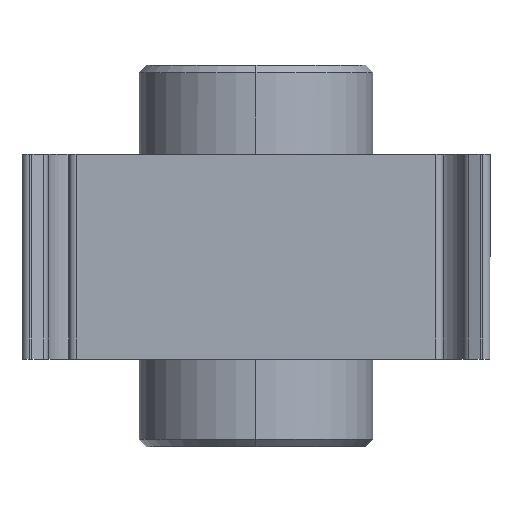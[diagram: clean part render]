
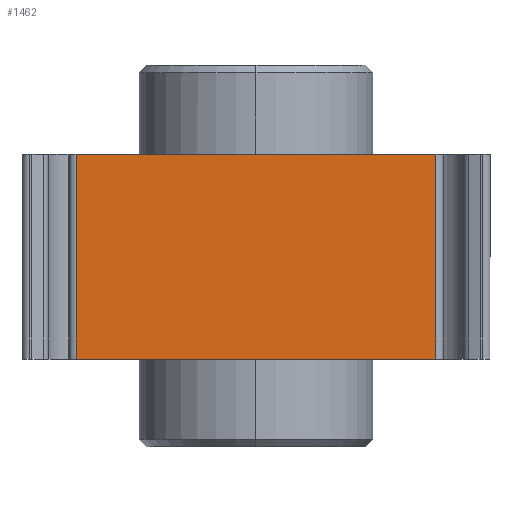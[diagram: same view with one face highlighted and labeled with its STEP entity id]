
A CAD part, left-side view. The second image highlights one B-rep face of the part: STEP entity #1462.
In plain terms, the highlighted planar face has unit normal (-1, 0, 0).
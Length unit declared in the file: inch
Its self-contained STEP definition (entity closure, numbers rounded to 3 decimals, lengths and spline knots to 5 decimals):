
#350 = CARTESIAN_POINT ( 'NONE',  ( -1.10341, -0.52853, 1.61071 ) ) ;
#357 = DIRECTION ( 'NONE',  ( 0., 0., -1. ) ) ;
#370 = DIRECTION ( 'NONE',  ( 0., 0., -1. ) ) ;
#410 = CARTESIAN_POINT ( 'NONE',  ( -1.10341, -0.04452, 1.61071 ) ) ;
#652 = ORIENTED_EDGE ( 'NONE', *, *, #909, .T. ) ;
#655 = ORIENTED_EDGE ( 'NONE', *, *, #1238, .T. ) ;
#661 = ORIENTED_EDGE ( 'NONE', *, *, #723, .T. ) ;
#665 = ORIENTED_EDGE ( 'NONE', *, *, #1247, .F. ) ;
#723 = EDGE_CURVE ( 'NONE', #2218, #3139, #2105, .T. ) ;
#909 = EDGE_CURVE ( 'NONE', #3200, #2267, #1963, .T. ) ;
#1138 = CARTESIAN_POINT ( 'NONE',  ( -1.10341, -0.04452, 0.61071 ) ) ;
#1211 = CARTESIAN_POINT ( 'NONE',  ( -1.10341, -0.04452, 0.8863 ) ) ;
#1238 = EDGE_CURVE ( 'NONE', #2267, #2218, #1747, .T. ) ;
#1247 = EDGE_CURVE ( 'NONE', #3200, #3139, #1707, .T. ) ;
#1346 = FACE_OUTER_BOUND ( 'NONE', #2758, .T. ) ;
#1462 = ADVANCED_FACE ( 'NONE', ( #1346 ), #2151, .F. ) ;
#1561 = CARTESIAN_POINT ( 'NONE',  ( -1.10341, -0.60149, 0.8863 ) ) ;
#1699 = DIRECTION ( 'NONE',  ( 0., 1., 0. ) ) ;
#1707 = LINE ( 'NONE', #350, #1716 ) ;
#1716 = VECTOR ( 'NONE', #357, 39.37008 ) ;
#1728 = VECTOR ( 'NONE', #370, 39.37008 ) ;
#1747 = LINE ( 'NONE', #410, #1728 ) ;
#1947 = VECTOR ( 'NONE', #1699, 39.37008 ) ;
#1963 = LINE ( 'NONE', #1561, #1947 ) ;
#2092 = VECTOR ( 'NONE', #2109, 39.37008 ) ;
#2105 = LINE ( 'NONE', #2160, #2092 ) ;
#2109 = DIRECTION ( 'NONE',  ( 0., -1., 0. ) ) ;
#2113 = DIRECTION ( 'NONE',  ( 0., 1., 0. ) ) ;
#2151 = PLANE ( 'NONE',  #2810 ) ;
#2160 = CARTESIAN_POINT ( 'NONE',  ( -1.10341, -0.52853, 0.61071 ) ) ;
#2171 = DIRECTION ( 'NONE',  ( 1., 0., 0. ) ) ;
#2218 = VERTEX_POINT ( 'NONE', #1138 ) ;
#2238 = CARTESIAN_POINT ( 'NONE',  ( -1.10341, -0.52853, 1.61071 ) ) ;
#2267 = VERTEX_POINT ( 'NONE', #1211 ) ;
#2417 = CARTESIAN_POINT ( 'NONE',  ( -1.10341, -0.52853, 0.8863 ) ) ;
#2442 = CARTESIAN_POINT ( 'NONE',  ( -1.10341, -0.52853, 0.61071 ) ) ;
#2758 = EDGE_LOOP ( 'NONE', ( #652, #655, #661, #665 ) ) ;
#2810 = AXIS2_PLACEMENT_3D ( 'NONE', #2238, #2171, #2113 ) ;
#3139 = VERTEX_POINT ( 'NONE', #2442 ) ;
#3200 = VERTEX_POINT ( 'NONE', #2417 ) ;
